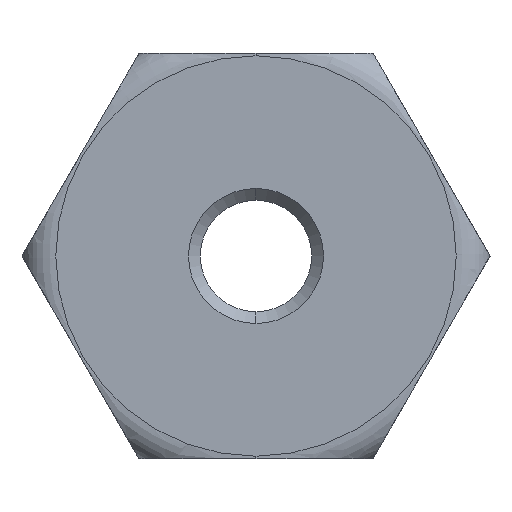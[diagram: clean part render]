
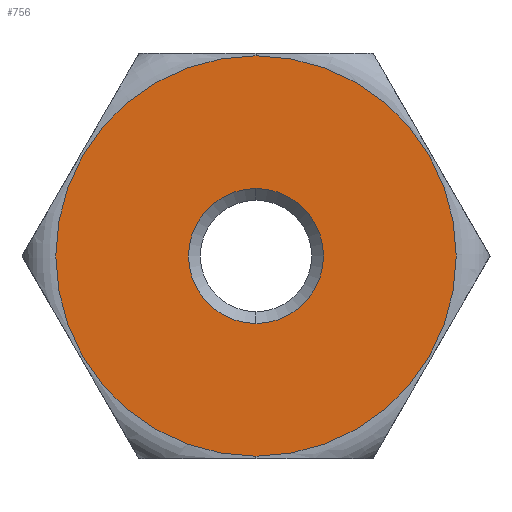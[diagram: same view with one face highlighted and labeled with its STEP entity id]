
A CAD part, front view. The second image highlights one B-rep face of the part: STEP entity #756.
In plain terms, the highlighted planar face has unit normal (0, -1, 0).
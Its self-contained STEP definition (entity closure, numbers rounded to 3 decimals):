
#3 = ORIENTED_EDGE ( 'NONE', *, *, #286, .T. ) ;
#45 = DIRECTION ( 'NONE',  ( 0., -1., 0. ) ) ;
#55 = DIRECTION ( 'NONE',  ( 0., -1., 0. ) ) ;
#82 = AXIS2_PLACEMENT_3D ( 'NONE', #446, #1205, #547 ) ;
#103 = AXIS2_PLACEMENT_3D ( 'NONE', #727, #55, #1025 ) ;
#107 = ORIENTED_EDGE ( 'NONE', *, *, #632, .F. ) ;
#190 = VERTEX_POINT ( 'NONE', #819 ) ;
#216 = CARTESIAN_POINT ( 'NONE',  ( 0., 0., 5.928 ) ) ;
#255 = FACE_OUTER_BOUND ( 'NONE', #916, .T. ) ;
#277 = DIRECTION ( 'NONE',  ( 0., -1., 0. ) ) ;
#286 = EDGE_CURVE ( 'NONE', #509, #1223, #1087, .T. ) ;
#347 = DIRECTION ( 'NONE',  ( 0., 0., -1. ) ) ;
#446 = CARTESIAN_POINT ( 'NONE',  ( 0., 0., 0. ) ) ;
#509 = VERTEX_POINT ( 'NONE', #216 ) ;
#547 = DIRECTION ( 'NONE',  ( 0., 0., 1. ) ) ;
#604 = AXIS2_PLACEMENT_3D ( 'NONE', #1056, #277, #1048 ) ;
#608 = ORIENTED_EDGE ( 'NONE', *, *, #814, .T. ) ;
#632 = EDGE_CURVE ( 'NONE', #190, #910, #1195, .T. ) ;
#727 = CARTESIAN_POINT ( 'NONE',  ( 0., 0., 0. ) ) ;
#731 = ORIENTED_EDGE ( 'NONE', *, *, #747, .F. ) ;
#747 = EDGE_CURVE ( 'NONE', #910, #190, #1009, .T. ) ;
#756 = ADVANCED_FACE ( 'NONE', ( #977, #255 ), #1113, .F. ) ;
#814 = EDGE_CURVE ( 'NONE', #1223, #509, #914, .T. ) ;
#819 = CARTESIAN_POINT ( 'NONE',  ( 0., 0., 2. ) ) ;
#847 = CARTESIAN_POINT ( 'NONE',  ( 0., 0., -2. ) ) ;
#855 = CARTESIAN_POINT ( 'NONE',  ( 0., 0., -5.928 ) ) ;
#910 = VERTEX_POINT ( 'NONE', #847 ) ;
#914 = CIRCLE ( 'NONE', #103, 5.928 ) ;
#916 = EDGE_LOOP ( 'NONE', ( #608, #3 ) ) ;
#919 = CARTESIAN_POINT ( 'NONE',  ( 0., 0., 0. ) ) ;
#922 = DIRECTION ( 'NONE',  ( 0., -1., 0. ) ) ;
#977 = FACE_BOUND ( 'NONE', #1146, .T. ) ;
#1009 = CIRCLE ( 'NONE', #1208, 2. ) ;
#1025 = DIRECTION ( 'NONE',  ( 0., 0., -1. ) ) ;
#1038 = AXIS2_PLACEMENT_3D ( 'NONE', #919, #922, #347 ) ;
#1048 = DIRECTION ( 'NONE',  ( 0., 0., -1. ) ) ;
#1056 = CARTESIAN_POINT ( 'NONE',  ( 0., 0., 0. ) ) ;
#1087 = CIRCLE ( 'NONE', #604, 5.928 ) ;
#1113 = PLANE ( 'NONE',  #82 ) ;
#1116 = CARTESIAN_POINT ( 'NONE',  ( 0., 0., 0. ) ) ;
#1121 = DIRECTION ( 'NONE',  ( 0., 0., -1. ) ) ;
#1146 = EDGE_LOOP ( 'NONE', ( #731, #107 ) ) ;
#1195 = CIRCLE ( 'NONE', #1038, 2. ) ;
#1205 = DIRECTION ( 'NONE',  ( 0., 1., 0. ) ) ;
#1208 = AXIS2_PLACEMENT_3D ( 'NONE', #1116, #45, #1121 ) ;
#1223 = VERTEX_POINT ( 'NONE', #855 ) ;
